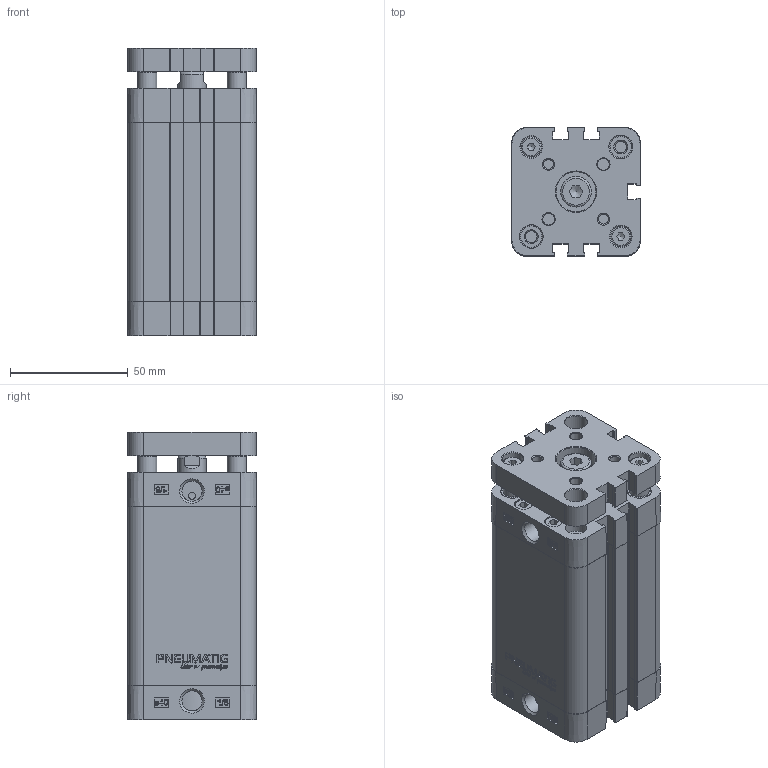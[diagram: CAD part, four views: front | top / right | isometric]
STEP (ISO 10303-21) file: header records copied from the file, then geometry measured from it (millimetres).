
FILE_DESCRIPTION(/* description */ (''),/* implementation_level */ '2;1');
FILE_NAME(/* name */ 'C-D-40-1000-A.stp',/* time_stamp */ '2015-10-28T14:42:14+01:00',/* author */ (''),/* organization */ (''),/* preprocessor_version */ 'ST-DEVELOPER v15.2',/* originating_system */ 'Autodesk Translator Framework v2.0.0.5431',/* authorisation */ '');
FILE_SCHEMA (('AUTOMOTIVE_DESIGN { 1 0 10303 214 3 1 1 }'));
Products named in the file (1): (Unsaved)
Bounding box: 54.8 x 54.8 x 122 mm (x, y, z)
Volume: 228000.4 mm3; surface area: 76157.7 mm2
Topology: 7 solids, 13 shells, 1654 faces, 4457 edges, 2921 vertices
Faces by surface type: bspline 731, plane 588, cylinder 233, cone 68, torus 34
Full cylindrical faces by diameter (mm): 3 x1, 4.134 x4, 4.917 x3, 5 x2, 5.2 x4, 5.9 x2, 6.647 x1, 7.5 x8, 7.7 x8, 8 x2, 8.5 x2, 8.566 x2, 9 x9, 9.5 x2, 10 x2, 12 x1, 12.54 x1, 13 x1, 13.7 x1, 14 x1, 17 x1, 40 x1
Entity records: 57480 total; most frequent: CARTESIAN_POINT 21282, ORIENTED_EDGE 8624, DIRECTION 5203, EDGE_CURVE 4292, VERTEX_POINT 2891, LINE 2221, VECTOR 2221, EDGE_LOOP 1917
